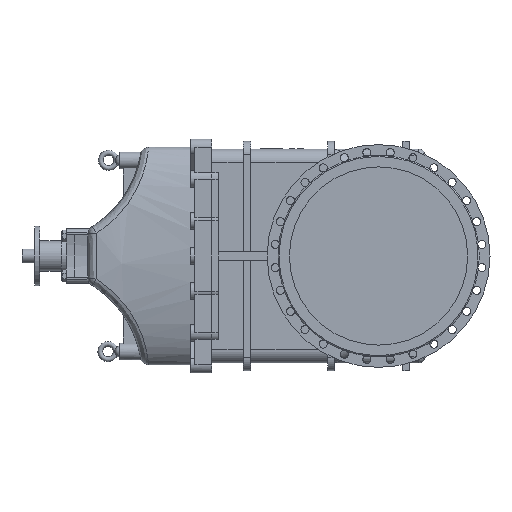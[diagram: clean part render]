
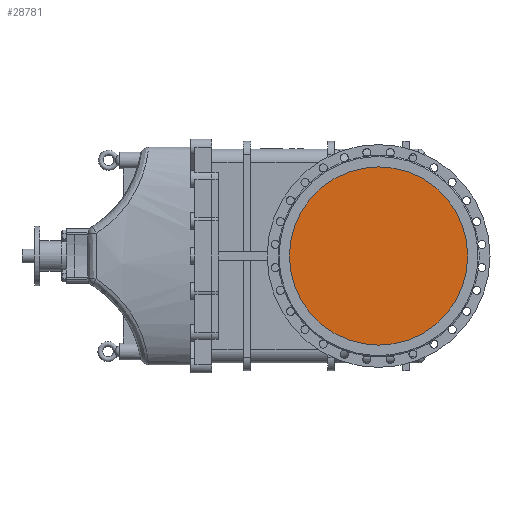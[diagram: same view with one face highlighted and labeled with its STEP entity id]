
A CAD part, left-side view. The second image highlights one B-rep face of the part: STEP entity #28781.
In plain terms, the highlighted planar face has unit normal (-1, 0, 0).
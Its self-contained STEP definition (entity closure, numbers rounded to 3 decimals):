
#28781=ADVANCED_FACE('',(#61376),#61378,.T.);
#61376=FACE_BOUND('',#61377,.T.);
#61377=EDGE_LOOP('',(#99234));
#61378=PLANE('',#61379);
#61379=AXIS2_PLACEMENT_3D('',#61380,#61381,#61382);
#61380=CARTESIAN_POINT('',(109.332,377.639,14422.486));
#61381=DIRECTION('',(-1.,0.,0.));
#61382=DIRECTION('',(0.,0.,-1.));
#99234=ORIENTED_EDGE('',*,*,#115330,.F.);
#115330=EDGE_CURVE('',#134665,#134665,#134666,.T.);
#134665=VERTEX_POINT('',#180428);
#134666=CIRCLE('',#180429,459.797);
#180428=CARTESIAN_POINT('',(109.332,390.748,13939.065));
#180429=AXIS2_PLACEMENT_3D('',#180430,#180431,#180432);
#180430=CARTESIAN_POINT('',(109.332,575.043,14360.311));
#180431=DIRECTION('',(1.,0.,0.));
#180432=DIRECTION('',(0.,1.,0.));
